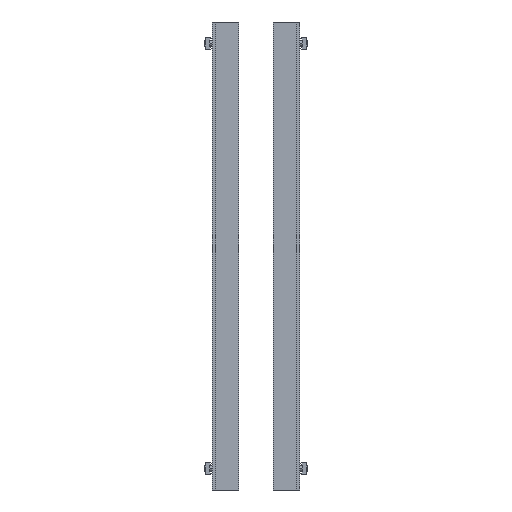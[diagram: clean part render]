
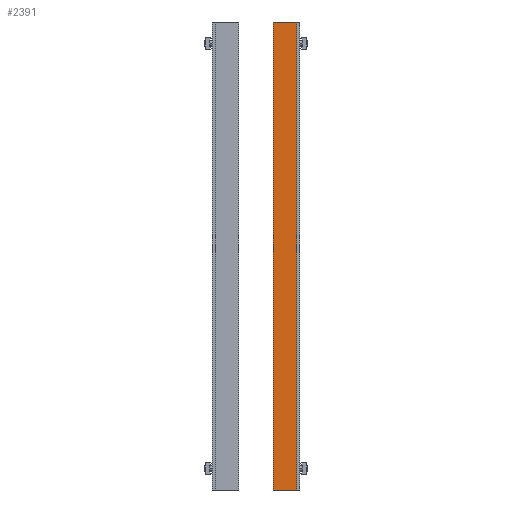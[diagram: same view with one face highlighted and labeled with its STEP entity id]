
A CAD part, front view. The second image highlights one B-rep face of the part: STEP entity #2391.
In plain terms, the highlighted planar face has unit normal (0, -1, 0).
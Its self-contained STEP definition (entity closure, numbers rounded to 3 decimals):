
#26 = DIRECTION ( 'NONE',  ( 0., -1., 0. ) ) ;
#81 = EDGE_LOOP ( 'NONE', ( #804, #980, #703, #2653 ) ) ;
#117 = LINE ( 'NONE', #932, #3369 ) ;
#284 = VECTOR ( 'NONE', #4999, 1000. ) ;
#683 = VECTOR ( 'NONE', #2878, 1000. ) ;
#703 = ORIENTED_EDGE ( 'NONE', *, *, #1299, .T. ) ;
#804 = ORIENTED_EDGE ( 'NONE', *, *, #4300, .F. ) ;
#932 = CARTESIAN_POINT ( 'NONE',  ( -267.5, 0., -30. ) ) ;
#980 = ORIENTED_EDGE ( 'NONE', *, *, #2074, .F. ) ;
#1039 = CARTESIAN_POINT ( 'NONE',  ( -267.5, 0., -3.5 ) ) ;
#1079 = LINE ( 'NONE', #2816, #683 ) ;
#1231 = CARTESIAN_POINT ( 'NONE',  ( 267.5, 0., -30. ) ) ;
#1299 = EDGE_CURVE ( 'NONE', #3413, #2303, #1079, .T. ) ;
#2074 = EDGE_CURVE ( 'NONE', #3413, #4687, #3262, .T. ) ;
#2301 = CARTESIAN_POINT ( 'NONE',  ( 267.5, 0., -3.5 ) ) ;
#2303 = VERTEX_POINT ( 'NONE', #3780 ) ;
#2391 = ADVANCED_FACE ( 'NONE', ( #5125 ), #3923, .T. ) ;
#2556 = CARTESIAN_POINT ( 'NONE',  ( -267.5, 0., -3.5 ) ) ;
#2653 = ORIENTED_EDGE ( 'NONE', *, *, #5498, .T. ) ;
#2694 = VERTEX_POINT ( 'NONE', #1231 ) ;
#2816 = CARTESIAN_POINT ( 'NONE',  ( -267.5, 0., -3.5 ) ) ;
#2878 = DIRECTION ( 'NONE',  ( 0., 0., -1. ) ) ;
#2964 = CARTESIAN_POINT ( 'NONE',  ( 267.5, 0., -3.5 ) ) ;
#2990 = VECTOR ( 'NONE', #5189, 1000. ) ;
#3006 = DIRECTION ( 'NONE',  ( 0., 0., -1. ) ) ;
#3262 = LINE ( 'NONE', #1039, #284 ) ;
#3369 = VECTOR ( 'NONE', #4876, 1000. ) ;
#3413 = VERTEX_POINT ( 'NONE', #5527 ) ;
#3453 = LINE ( 'NONE', #2964, #2990 ) ;
#3780 = CARTESIAN_POINT ( 'NONE',  ( -267.5, 0., -30. ) ) ;
#3923 = PLANE ( 'NONE',  #5423 ) ;
#4300 = EDGE_CURVE ( 'NONE', #4687, #2694, #3453, .T. ) ;
#4687 = VERTEX_POINT ( 'NONE', #2301 ) ;
#4876 = DIRECTION ( 'NONE',  ( 1., 0., 0. ) ) ;
#4999 = DIRECTION ( 'NONE',  ( 1., 0., 0. ) ) ;
#5125 = FACE_OUTER_BOUND ( 'NONE', #81, .T. ) ;
#5189 = DIRECTION ( 'NONE',  ( 0., 0., -1. ) ) ;
#5423 = AXIS2_PLACEMENT_3D ( 'NONE', #2556, #26, #3006 ) ;
#5498 = EDGE_CURVE ( 'NONE', #2303, #2694, #117, .T. ) ;
#5527 = CARTESIAN_POINT ( 'NONE',  ( -267.5, 0., -3.5 ) ) ;
